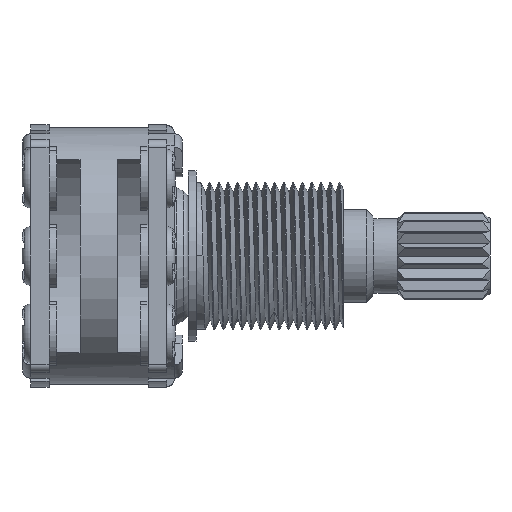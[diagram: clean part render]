
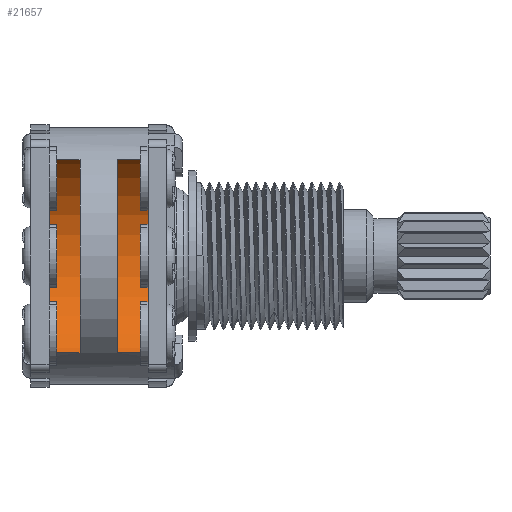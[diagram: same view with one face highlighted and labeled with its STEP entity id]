
A CAD part, front view. The second image highlights one B-rep face of the part: STEP entity #21657.
In plain terms, the highlighted cylindrical face has radius 198.12 mm (diameter 396.24 mm), a partial arc.
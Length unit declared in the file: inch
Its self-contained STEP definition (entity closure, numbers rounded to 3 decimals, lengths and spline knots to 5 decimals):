
#506=CARTESIAN_POINT('',(-3.1,0.,0.));
#507=DIRECTION('',(1.,0.,0.));
#508=DIRECTION('',(0.,0.,-1.));
#509=AXIS2_PLACEMENT_3D('',#506,#507,#508);
#9028=CARTESIAN_POINT('',(-9.5,0.,0.));
#9029=DIRECTION('',(1.,0.,0.));
#9030=DIRECTION('',(0.,0.,-1.));
#9031=AXIS2_PLACEMENT_3D('',#9028,#9029,#9030);
#9033=DIRECTION('',(1.,0.,0.));
#9034=VECTOR('',#9033,6.4);
#9035=CARTESIAN_POINT('',(-9.5,0.,7.8));
#9036=LINE('',#9035,#9034);
#9037=DIRECTION('',(1.,0.,0.));
#9038=VECTOR('',#9037,6.4);
#9039=CARTESIAN_POINT('',(-9.5,0.,-7.8));
#9040=LINE('',#9039,#9038);
#9569=CARTESIAN_POINT('',(-3.1,0.,-7.8));
#9570=CARTESIAN_POINT('',(-3.1,0.,7.8));
#9571=VERTEX_POINT('',#9569);
#9572=VERTEX_POINT('',#9570);
#9915=CARTESIAN_POINT('',(-9.5,0.,7.8));
#9917=VERTEX_POINT('',#9915);
#9920=CARTESIAN_POINT('',(-9.5,0.,-7.8));
#9922=VERTEX_POINT('',#9920);
#21646=CARTESIAN_POINT('',(-9.82,0.,0.));
#21647=DIRECTION('',(1.,0.,0.));
#21648=DIRECTION('',(0.,0.,-1.));
#21649=AXIS2_PLACEMENT_3D('',#21646,#21647,#21648);
#21650=CYLINDRICAL_SURFACE('',#21649,7.8);
#21651=ORIENTED_EDGE('',*,*,#11587,.T.);
#21652=ORIENTED_EDGE('',*,*,#21641,.T.);
#21653=ORIENTED_EDGE('',*,*,#11140,.F.);
#21654=ORIENTED_EDGE('',*,*,#21631,.F.);
#21655=EDGE_LOOP('',(#21651,#21652,#21653,#21654));
#21656=FACE_OUTER_BOUND('',#21655,.F.);
#21657=ADVANCED_FACE('',(#21656),#21650,.F.);
#510=CIRCLE('',#509,7.8);
#9032=CIRCLE('',#9031,7.8);
#11140=EDGE_CURVE('',#9571,#9572,#510,.T.);
#11587=EDGE_CURVE('',#9922,#9917,#9032,.T.);
#21631=EDGE_CURVE('',#9922,#9571,#9040,.T.);
#21641=EDGE_CURVE('',#9917,#9572,#9036,.T.);
